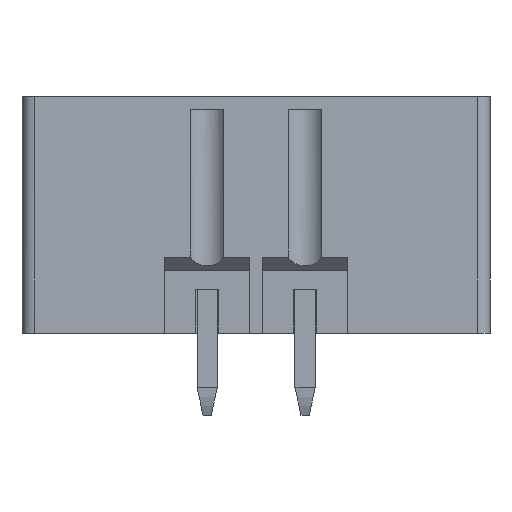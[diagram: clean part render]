
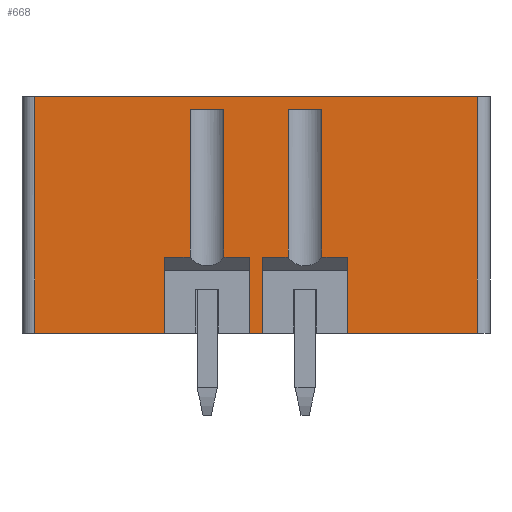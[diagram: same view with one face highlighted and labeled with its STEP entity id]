
A CAD part, front view. The second image highlights one B-rep face of the part: STEP entity #668.
In plain terms, the highlighted planar face has unit normal (0, -1, 0).
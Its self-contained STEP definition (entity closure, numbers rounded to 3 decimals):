
#504=AXIS2_PLACEMENT_3D('Plane Axis2P3D',#501,#502,#503) ;
#42=CARTESIAN_POINT('Vertex',(17.71,0.,12.4)) ;
#45=CARTESIAN_POINT('Line Origine',(17.71,0.,7.8)) ;
#49=CARTESIAN_POINT('Vertex',(17.71,0.,3.2)) ;
#124=CARTESIAN_POINT('Vertex',(0.5,0.,12.4)) ;
#127=CARTESIAN_POINT('Line Origine',(9.105,0.,12.4)) ;
#501=CARTESIAN_POINT('Axis2P3D Location',(4.9,0.,12.4)) ;
#506=CARTESIAN_POINT('Line Origine',(0.5,0.,7.8)) ;
#510=CARTESIAN_POINT('Vertex',(0.5,0.,3.2)) ;
#513=CARTESIAN_POINT('Line Origine',(2.7,0.,3.2)) ;
#517=CARTESIAN_POINT('Vertex',(4.9,0.,3.2)) ;
#520=CARTESIAN_POINT('Line Origine',(5.225,0.,3.2)) ;
#524=CARTESIAN_POINT('Vertex',(5.55,0.,3.2)) ;
#527=CARTESIAN_POINT('Line Origine',(5.55,0.,4.68)) ;
#531=CARTESIAN_POINT('Vertex',(5.55,0.,6.16)) ;
#534=CARTESIAN_POINT('Line Origine',(6.046,0.,6.16)) ;
#538=CARTESIAN_POINT('Vertex',(6.542,0.,6.16)) ;
#541=CARTESIAN_POINT('Line Origine',(6.542,0.,9.03)) ;
#545=CARTESIAN_POINT('Vertex',(6.542,0.,11.9)) ;
#548=CARTESIAN_POINT('Line Origine',(7.2,0.,11.9)) ;
#552=CARTESIAN_POINT('Vertex',(7.858,0.,11.9)) ;
#555=CARTESIAN_POINT('Line Origine',(7.858,0.,9.03)) ;
#559=CARTESIAN_POINT('Vertex',(7.858,0.,6.16)) ;
#562=CARTESIAN_POINT('Line Origine',(8.359,0.,6.16)) ;
#566=CARTESIAN_POINT('Vertex',(8.86,0.,6.16)) ;
#569=CARTESIAN_POINT('Line Origine',(8.86,0.,4.68)) ;
#573=CARTESIAN_POINT('Vertex',(8.86,0.,3.2)) ;
#576=CARTESIAN_POINT('Line Origine',(9.11,0.,3.2)) ;
#580=CARTESIAN_POINT('Vertex',(9.36,0.,3.2)) ;
#583=CARTESIAN_POINT('Line Origine',(9.36,0.,4.68)) ;
#587=CARTESIAN_POINT('Vertex',(9.36,0.,6.16)) ;
#590=CARTESIAN_POINT('Line Origine',(9.856,0.,6.16)) ;
#594=CARTESIAN_POINT('Vertex',(10.352,0.,6.16)) ;
#597=CARTESIAN_POINT('Line Origine',(10.352,0.,9.03)) ;
#601=CARTESIAN_POINT('Vertex',(10.352,0.,11.9)) ;
#604=CARTESIAN_POINT('Line Origine',(11.01,0.,11.9)) ;
#608=CARTESIAN_POINT('Vertex',(11.668,0.,11.9)) ;
#611=CARTESIAN_POINT('Line Origine',(11.668,0.,9.03)) ;
#615=CARTESIAN_POINT('Vertex',(11.668,0.,6.16)) ;
#618=CARTESIAN_POINT('Line Origine',(12.169,0.,6.16)) ;
#622=CARTESIAN_POINT('Vertex',(12.67,0.,6.16)) ;
#625=CARTESIAN_POINT('Line Origine',(12.67,0.,4.68)) ;
#629=CARTESIAN_POINT('Vertex',(12.67,0.,3.2)) ;
#632=CARTESIAN_POINT('Line Origine',(12.99,0.,3.2)) ;
#636=CARTESIAN_POINT('Vertex',(13.31,0.,3.2)) ;
#639=CARTESIAN_POINT('Line Origine',(15.51,0.,3.2)) ;
#46=DIRECTION('Vector Direction',(0.,0.,-1.)) ;
#128=DIRECTION('Vector Direction',(1.,0.,0.)) ;
#502=DIRECTION('Axis2P3D Direction',(0.,-1.,0.)) ;
#503=DIRECTION('Axis2P3D XDirection',(0.,0.,-1.)) ;
#507=DIRECTION('Vector Direction',(0.,0.,1.)) ;
#514=DIRECTION('Vector Direction',(-1.,0.,0.)) ;
#521=DIRECTION('Vector Direction',(1.,0.,0.)) ;
#528=DIRECTION('Vector Direction',(0.,0.,1.)) ;
#535=DIRECTION('Vector Direction',(1.,0.,0.)) ;
#542=DIRECTION('Vector Direction',(0.,0.,-1.)) ;
#549=DIRECTION('Vector Direction',(1.,0.,0.)) ;
#556=DIRECTION('Vector Direction',(0.,0.,-1.)) ;
#563=DIRECTION('Vector Direction',(1.,0.,0.)) ;
#570=DIRECTION('Vector Direction',(0.,0.,1.)) ;
#577=DIRECTION('Vector Direction',(1.,0.,0.)) ;
#584=DIRECTION('Vector Direction',(0.,0.,1.)) ;
#591=DIRECTION('Vector Direction',(1.,0.,0.)) ;
#598=DIRECTION('Vector Direction',(0.,0.,-1.)) ;
#605=DIRECTION('Vector Direction',(1.,0.,0.)) ;
#612=DIRECTION('Vector Direction',(0.,0.,-1.)) ;
#619=DIRECTION('Vector Direction',(1.,0.,0.)) ;
#626=DIRECTION('Vector Direction',(0.,0.,1.)) ;
#633=DIRECTION('Vector Direction',(1.,0.,0.)) ;
#640=DIRECTION('Vector Direction',(1.,0.,0.)) ;
#47=VECTOR('Line Direction',#46,1.) ;
#129=VECTOR('Line Direction',#128,1.) ;
#508=VECTOR('Line Direction',#507,1.) ;
#515=VECTOR('Line Direction',#514,1.) ;
#522=VECTOR('Line Direction',#521,1.) ;
#529=VECTOR('Line Direction',#528,1.) ;
#536=VECTOR('Line Direction',#535,1.) ;
#543=VECTOR('Line Direction',#542,1.) ;
#550=VECTOR('Line Direction',#549,1.) ;
#557=VECTOR('Line Direction',#556,1.) ;
#564=VECTOR('Line Direction',#563,1.) ;
#571=VECTOR('Line Direction',#570,1.) ;
#578=VECTOR('Line Direction',#577,1.) ;
#585=VECTOR('Line Direction',#584,1.) ;
#592=VECTOR('Line Direction',#591,1.) ;
#599=VECTOR('Line Direction',#598,1.) ;
#606=VECTOR('Line Direction',#605,1.) ;
#613=VECTOR('Line Direction',#612,1.) ;
#620=VECTOR('Line Direction',#619,1.) ;
#627=VECTOR('Line Direction',#626,1.) ;
#634=VECTOR('Line Direction',#633,1.) ;
#641=VECTOR('Line Direction',#640,1.) ;
#645=ORIENTED_EDGE('',*,*,#131,.F.) ;
#646=ORIENTED_EDGE('',*,*,#512,.F.) ;
#647=ORIENTED_EDGE('',*,*,#519,.T.) ;
#648=ORIENTED_EDGE('',*,*,#526,.T.) ;
#649=ORIENTED_EDGE('',*,*,#533,.T.) ;
#650=ORIENTED_EDGE('',*,*,#540,.T.) ;
#651=ORIENTED_EDGE('',*,*,#547,.T.) ;
#652=ORIENTED_EDGE('',*,*,#554,.F.) ;
#653=ORIENTED_EDGE('',*,*,#561,.F.) ;
#654=ORIENTED_EDGE('',*,*,#568,.T.) ;
#655=ORIENTED_EDGE('',*,*,#575,.F.) ;
#656=ORIENTED_EDGE('',*,*,#582,.T.) ;
#657=ORIENTED_EDGE('',*,*,#589,.T.) ;
#658=ORIENTED_EDGE('',*,*,#596,.T.) ;
#659=ORIENTED_EDGE('',*,*,#603,.T.) ;
#660=ORIENTED_EDGE('',*,*,#610,.F.) ;
#661=ORIENTED_EDGE('',*,*,#617,.F.) ;
#662=ORIENTED_EDGE('',*,*,#624,.T.) ;
#663=ORIENTED_EDGE('',*,*,#631,.F.) ;
#664=ORIENTED_EDGE('',*,*,#638,.T.) ;
#665=ORIENTED_EDGE('',*,*,#643,.F.) ;
#666=ORIENTED_EDGE('',*,*,#51,.T.) ;
#668=ADVANCED_FACE('HOUSING',(#667),#505,.T.) ;
#51=EDGE_CURVE('',#50,#43,#48,.F.) ;
#131=EDGE_CURVE('',#125,#43,#130,.T.) ;
#512=EDGE_CURVE('',#511,#125,#509,.T.) ;
#519=EDGE_CURVE('',#511,#518,#516,.F.) ;
#526=EDGE_CURVE('',#518,#525,#523,.T.) ;
#533=EDGE_CURVE('',#525,#532,#530,.T.) ;
#540=EDGE_CURVE('',#532,#539,#537,.T.) ;
#547=EDGE_CURVE('',#539,#546,#544,.F.) ;
#554=EDGE_CURVE('',#553,#546,#551,.F.) ;
#561=EDGE_CURVE('',#560,#553,#558,.F.) ;
#568=EDGE_CURVE('',#560,#567,#565,.T.) ;
#575=EDGE_CURVE('',#574,#567,#572,.T.) ;
#582=EDGE_CURVE('',#574,#581,#579,.T.) ;
#589=EDGE_CURVE('',#581,#588,#586,.T.) ;
#596=EDGE_CURVE('',#588,#595,#593,.T.) ;
#603=EDGE_CURVE('',#595,#602,#600,.F.) ;
#610=EDGE_CURVE('',#609,#602,#607,.F.) ;
#617=EDGE_CURVE('',#616,#609,#614,.F.) ;
#624=EDGE_CURVE('',#616,#623,#621,.T.) ;
#631=EDGE_CURVE('',#630,#623,#628,.T.) ;
#638=EDGE_CURVE('',#630,#637,#635,.T.) ;
#643=EDGE_CURVE('',#50,#637,#642,.F.) ;
#644=EDGE_LOOP('',(#645,#646,#647,#648,#649,#650,#651,#652,#653,#654,#655,#656,#657,#658,#659,#660,#661,#662,#663,#664,#665,#666)) ;
#667=FACE_OUTER_BOUND('',#644,.T.) ;
#48=LINE('Line',#45,#47) ;
#130=LINE('Line',#127,#129) ;
#509=LINE('Line',#506,#508) ;
#516=LINE('Line',#513,#515) ;
#523=LINE('Line',#520,#522) ;
#530=LINE('Line',#527,#529) ;
#537=LINE('Line',#534,#536) ;
#544=LINE('Line',#541,#543) ;
#551=LINE('Line',#548,#550) ;
#558=LINE('Line',#555,#557) ;
#565=LINE('Line',#562,#564) ;
#572=LINE('Line',#569,#571) ;
#579=LINE('Line',#576,#578) ;
#586=LINE('Line',#583,#585) ;
#593=LINE('Line',#590,#592) ;
#600=LINE('Line',#597,#599) ;
#607=LINE('Line',#604,#606) ;
#614=LINE('Line',#611,#613) ;
#621=LINE('Line',#618,#620) ;
#628=LINE('Line',#625,#627) ;
#635=LINE('Line',#632,#634) ;
#642=LINE('Line',#639,#641) ;
#505=PLANE('',#504) ;
#43=VERTEX_POINT('',#42) ;
#50=VERTEX_POINT('',#49) ;
#125=VERTEX_POINT('',#124) ;
#511=VERTEX_POINT('',#510) ;
#518=VERTEX_POINT('',#517) ;
#525=VERTEX_POINT('',#524) ;
#532=VERTEX_POINT('',#531) ;
#539=VERTEX_POINT('',#538) ;
#546=VERTEX_POINT('',#545) ;
#553=VERTEX_POINT('',#552) ;
#560=VERTEX_POINT('',#559) ;
#567=VERTEX_POINT('',#566) ;
#574=VERTEX_POINT('',#573) ;
#581=VERTEX_POINT('',#580) ;
#588=VERTEX_POINT('',#587) ;
#595=VERTEX_POINT('',#594) ;
#602=VERTEX_POINT('',#601) ;
#609=VERTEX_POINT('',#608) ;
#616=VERTEX_POINT('',#615) ;
#623=VERTEX_POINT('',#622) ;
#630=VERTEX_POINT('',#629) ;
#637=VERTEX_POINT('',#636) ;
